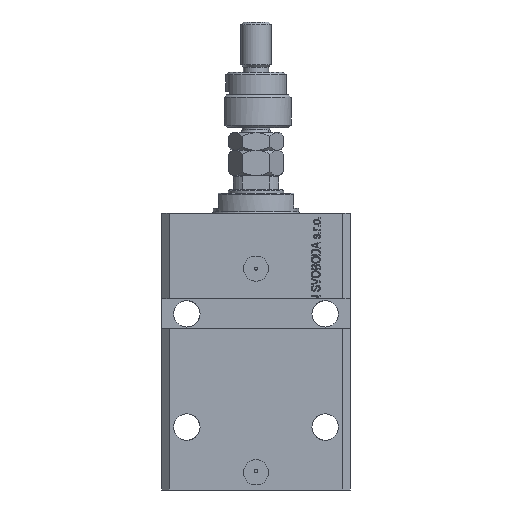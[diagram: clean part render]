
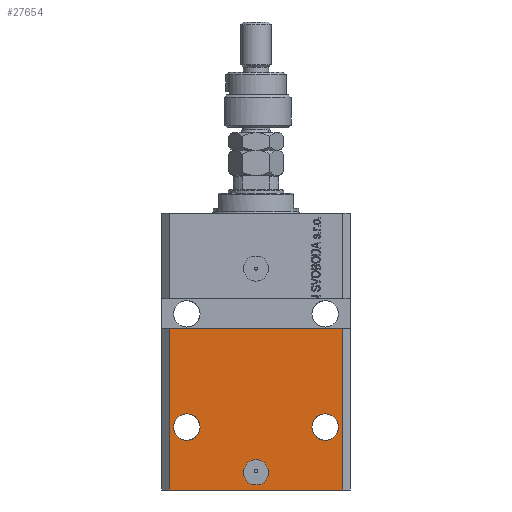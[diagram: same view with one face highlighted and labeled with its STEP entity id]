
A CAD part, front view. The second image highlights one B-rep face of the part: STEP entity #27654.
In plain terms, the highlighted planar face has unit normal (0, -1, 0).
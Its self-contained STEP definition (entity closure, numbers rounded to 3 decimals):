
#6 = EDGE_CURVE ( 'NONE', #15017, #65, #16097, .T. ) ;
#65 = VERTEX_POINT ( 'NONE', #44486 ) ;
#327 = CARTESIAN_POINT ( 'NONE',  ( 27.5, -27.5, -85. ) ) ;
#1285 = EDGE_CURVE ( 'NONE', #25393, #45130, #33878, .T. ) ;
#1367 = CARTESIAN_POINT ( 'NONE',  ( -34.5, -27.5, -110. ) ) ;
#1480 = CARTESIAN_POINT ( 'NONE',  ( 34.5, -27.5, -46. ) ) ;
#1852 = VECTOR ( 'NONE', #13446, 1000. ) ;
#1939 = FACE_BOUND ( 'NONE', #7043, .T. ) ;
#2256 = CARTESIAN_POINT ( 'NONE',  ( 34.5, -27.5, -110. ) ) ;
#2327 = DIRECTION ( 'NONE',  ( 1., 0., 0. ) ) ;
#2380 = CARTESIAN_POINT ( 'NONE',  ( -37.5, -27.5, -46. ) ) ;
#3065 = VECTOR ( 'NONE', #43236, 1000. ) ;
#3567 = DIRECTION ( 'NONE',  ( 0., -1., 0. ) ) ;
#4109 = ORIENTED_EDGE ( 'NONE', *, *, #13945, .T. ) ;
#4374 = DIRECTION ( 'NONE',  ( 1., 0., 0. ) ) ;
#4542 = VERTEX_POINT ( 'NONE', #30013 ) ;
#5101 = EDGE_CURVE ( 'NONE', #39196, #4542, #8000, .T. ) ;
#5569 = EDGE_CURVE ( 'NONE', #45130, #25393, #35537, .T. ) ;
#6161 = DIRECTION ( 'NONE',  ( 0., -1., 0. ) ) ;
#6419 = ORIENTED_EDGE ( 'NONE', *, *, #1285, .F. ) ;
#6479 = FACE_BOUND ( 'NONE', #15374, .T. ) ;
#6867 = EDGE_LOOP ( 'NONE', ( #19780, #44688, #49469, #4109 ) ) ;
#6940 = DIRECTION ( 'NONE',  ( 1., 0., 0. ) ) ;
#7043 = EDGE_LOOP ( 'NONE', ( #16289, #6419 ) ) ;
#7568 = CARTESIAN_POINT ( 'NONE',  ( 32.75, -27.5, -85. ) ) ;
#8000 = CIRCLE ( 'NONE', #34713, 5. ) ;
#9715 = DIRECTION ( 'NONE',  ( 0., -1., 0. ) ) ;
#10510 = DIRECTION ( 'NONE',  ( 1., 0., 0. ) ) ;
#10727 = CIRCLE ( 'NONE', #47162, 5.25 ) ;
#11119 = DIRECTION ( 'NONE',  ( 0., -1., 0. ) ) ;
#11164 = CARTESIAN_POINT ( 'NONE',  ( 22.25, -27.5, -85. ) ) ;
#12044 = AXIS2_PLACEMENT_3D ( 'NONE', #41126, #9715, #2327 ) ;
#13125 = FACE_BOUND ( 'NONE', #45726, .T. ) ;
#13446 = DIRECTION ( 'NONE',  ( 0., 0., 1. ) ) ;
#13945 = EDGE_CURVE ( 'NONE', #20532, #17504, #44361, .T. ) ;
#14562 = LINE ( 'NONE', #41692, #47448 ) ;
#15017 = VERTEX_POINT ( 'NONE', #41537 ) ;
#15374 = EDGE_LOOP ( 'NONE', ( #43385, #37941 ) ) ;
#16040 = EDGE_CURVE ( 'NONE', #40616, #45844, #10727, .T. ) ;
#16097 = LINE ( 'NONE', #1367, #3065 ) ;
#16146 = AXIS2_PLACEMENT_3D ( 'NONE', #45203, #6161, #37100 ) ;
#16289 = ORIENTED_EDGE ( 'NONE', *, *, #5569, .F. ) ;
#17449 = CIRCLE ( 'NONE', #31224, 5. ) ;
#17504 = VERTEX_POINT ( 'NONE', #1480 ) ;
#18480 = CARTESIAN_POINT ( 'NONE',  ( 34.5, -27.5, -110. ) ) ;
#19370 = AXIS2_PLACEMENT_3D ( 'NONE', #327, #35572, #4374 ) ;
#19780 = ORIENTED_EDGE ( 'NONE', *, *, #41119, .F. ) ;
#20532 = VERTEX_POINT ( 'NONE', #18480 ) ;
#23471 = EDGE_CURVE ( 'NONE', #4542, #39196, #17449, .T. ) ;
#24341 = EDGE_CURVE ( 'NONE', #15017, #20532, #14562, .T. ) ;
#25007 = CARTESIAN_POINT ( 'NONE',  ( -34.5, -27.5, -110. ) ) ;
#25393 = VERTEX_POINT ( 'NONE', #11164 ) ;
#25454 = CARTESIAN_POINT ( 'NONE',  ( 0., -27.5, -103. ) ) ;
#25697 = DIRECTION ( 'NONE',  ( 1., 0., 0. ) ) ;
#27654 = ADVANCED_FACE ( 'NONE', ( #6479, #1939, #13125, #48359 ), #36685, .T. ) ;
#28456 = ORIENTED_EDGE ( 'NONE', *, *, #16040, .F. ) ;
#30013 = CARTESIAN_POINT ( 'NONE',  ( -5., -27.5, -103. ) ) ;
#30636 = CARTESIAN_POINT ( 'NONE',  ( -27.5, -27.5, -85. ) ) ;
#31224 = AXIS2_PLACEMENT_3D ( 'NONE', #25454, #33563, #10510 ) ;
#33177 = CIRCLE ( 'NONE', #16146, 5.25 ) ;
#33563 = DIRECTION ( 'NONE',  ( 0., -1., 0. ) ) ;
#33633 = ORIENTED_EDGE ( 'NONE', *, *, #39575, .F. ) ;
#33878 = CIRCLE ( 'NONE', #12044, 5.25 ) ;
#34435 = AXIS2_PLACEMENT_3D ( 'NONE', #25007, #44288, #40744 ) ;
#34713 = AXIS2_PLACEMENT_3D ( 'NONE', #45934, #3567, #49993 ) ;
#35537 = CIRCLE ( 'NONE', #19370, 5.25 ) ;
#35572 = DIRECTION ( 'NONE',  ( 0., -1., 0. ) ) ;
#36685 = PLANE ( 'NONE',  #34435 ) ;
#37100 = DIRECTION ( 'NONE',  ( -1., 0., 0. ) ) ;
#37652 = CARTESIAN_POINT ( 'NONE',  ( 5., -27.5, -103. ) ) ;
#37941 = ORIENTED_EDGE ( 'NONE', *, *, #23471, .F. ) ;
#39196 = VERTEX_POINT ( 'NONE', #37652 ) ;
#39575 = EDGE_CURVE ( 'NONE', #45844, #40616, #33177, .T. ) ;
#40616 = VERTEX_POINT ( 'NONE', #42625 ) ;
#40744 = DIRECTION ( 'NONE',  ( 0., 0., -1. ) ) ;
#41119 = EDGE_CURVE ( 'NONE', #65, #17504, #48807, .T. ) ;
#41126 = CARTESIAN_POINT ( 'NONE',  ( 27.5, -27.5, -85. ) ) ;
#41537 = CARTESIAN_POINT ( 'NONE',  ( -34.5, -27.5, -110. ) ) ;
#41692 = CARTESIAN_POINT ( 'NONE',  ( -34.5, -27.5, -110. ) ) ;
#42625 = CARTESIAN_POINT ( 'NONE',  ( -32.75, -27.5, -85. ) ) ;
#43236 = DIRECTION ( 'NONE',  ( 0., 0., 1. ) ) ;
#43385 = ORIENTED_EDGE ( 'NONE', *, *, #5101, .F. ) ;
#44288 = DIRECTION ( 'NONE',  ( 0., -1., 0. ) ) ;
#44361 = LINE ( 'NONE', #2256, #1852 ) ;
#44486 = CARTESIAN_POINT ( 'NONE',  ( -34.5, -27.5, -46. ) ) ;
#44688 = ORIENTED_EDGE ( 'NONE', *, *, #6, .F. ) ;
#45130 = VERTEX_POINT ( 'NONE', #7568 ) ;
#45203 = CARTESIAN_POINT ( 'NONE',  ( -27.5, -27.5, -85. ) ) ;
#45726 = EDGE_LOOP ( 'NONE', ( #33633, #28456 ) ) ;
#45844 = VERTEX_POINT ( 'NONE', #49812 ) ;
#45934 = CARTESIAN_POINT ( 'NONE',  ( 0., -27.5, -103. ) ) ;
#46106 = DIRECTION ( 'NONE',  ( -1., 0., 0. ) ) ;
#47002 = VECTOR ( 'NONE', #25697, 1000. ) ;
#47162 = AXIS2_PLACEMENT_3D ( 'NONE', #30636, #11119, #46106 ) ;
#47448 = VECTOR ( 'NONE', #6940, 1000. ) ;
#48359 = FACE_OUTER_BOUND ( 'NONE', #6867, .T. ) ;
#48807 = LINE ( 'NONE', #2380, #47002 ) ;
#49469 = ORIENTED_EDGE ( 'NONE', *, *, #24341, .T. ) ;
#49812 = CARTESIAN_POINT ( 'NONE',  ( -22.25, -27.5, -85. ) ) ;
#49993 = DIRECTION ( 'NONE',  ( 1., 0., 0. ) ) ;
